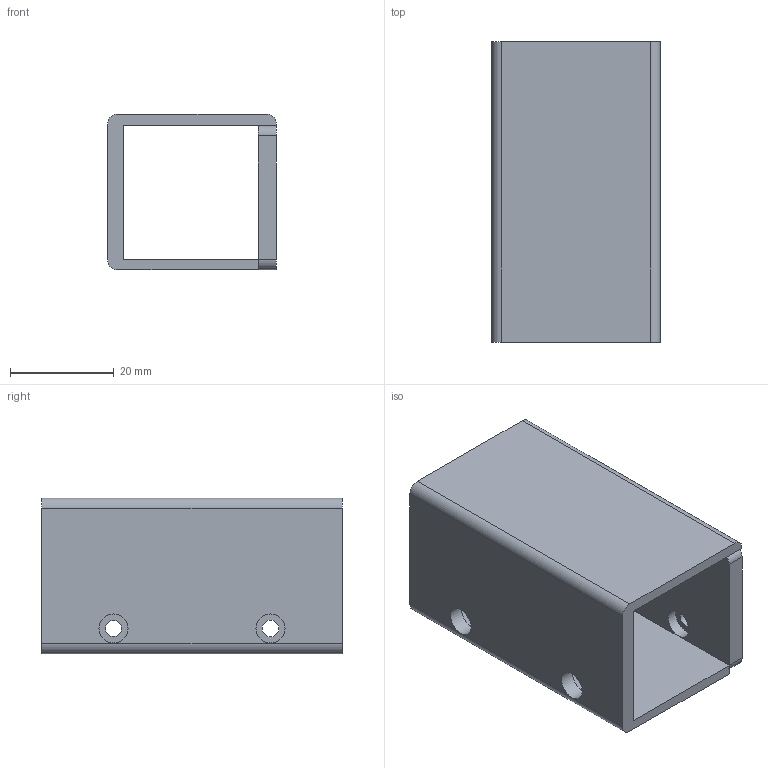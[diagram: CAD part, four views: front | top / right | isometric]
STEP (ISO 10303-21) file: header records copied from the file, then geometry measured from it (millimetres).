
FILE_DESCRIPTION(('FreeCAD Model'),'2;1');
FILE_NAME('Soporte bateria icebot v2.step','2020-05-06T09:47:47',('Author'),(''), 'Open CASCADE STEP processor 7.3','FreeCAD','Unknown');
FILE_SCHEMA(('AUTOMOTIVE_DESIGN { 1 0 10303 214 1 1 1 1 }'));
Length unit declared in the file: millimetre
Products named in the file (1): Taladro_papra_meter_tornillo
Bounding box: 32.5 x 57.8 x 30 mm (x, y, z)
Volume: 17148.6 mm3; surface area: 13755.2 mm2
Topology: 1 solids, 1 shells, 31 faces, 81 edges, 52 vertices
Faces by surface type: plane 18, cylinder 13
Full cylindrical faces by diameter (mm): 3.16 x1, 3.2 x1, 5.6 x4
Entity records: 2303 total; most frequent: CARTESIAN_POINT 443, DIRECTION 309, LINE 179, VECTOR 179, ORIENTED_EDGE 162, PCURVE 162, DEFINITIONAL_REPRESENTATION 162, EDGE_CURVE 81
